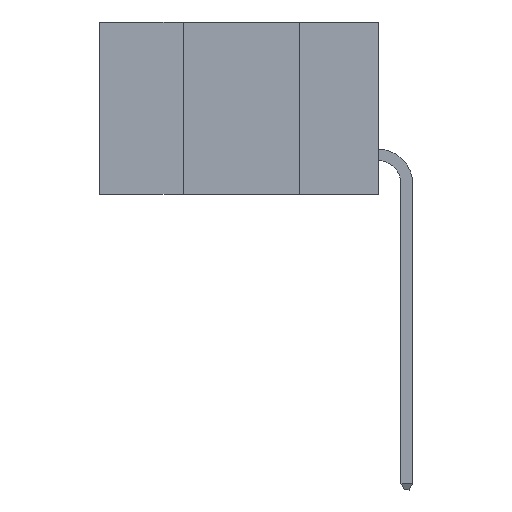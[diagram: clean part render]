
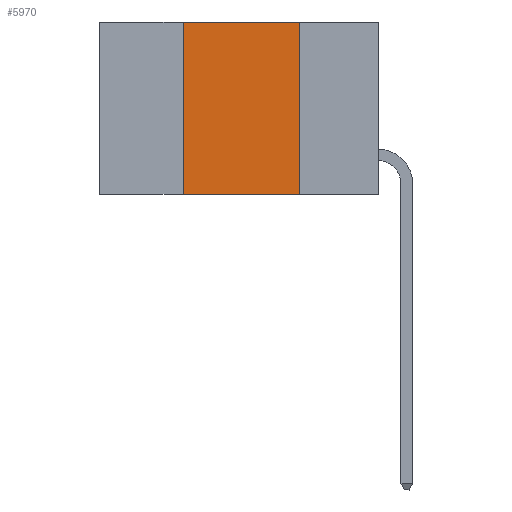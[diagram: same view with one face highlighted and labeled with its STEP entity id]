
A CAD part, left-side view. The second image highlights one B-rep face of the part: STEP entity #5970.
In plain terms, the highlighted planar face has unit normal (-1, 0, 0).
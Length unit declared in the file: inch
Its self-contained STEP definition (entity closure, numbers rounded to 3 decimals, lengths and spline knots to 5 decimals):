
#17 = DIRECTION ( 'NONE',  ( 0., 0., -1. ) ) ;
#361 = LINE ( 'NONE', #6541, #5430 ) ;
#436 = EDGE_CURVE ( 'NONE', #6983, #3447, #2649, .T. ) ;
#494 = DIRECTION ( 'NONE',  ( 0., 0., 1. ) ) ;
#706 = DIRECTION ( 'NONE',  ( 0., 0., -1. ) ) ;
#875 = VECTOR ( 'NONE', #494, 39.37008 ) ;
#1157 = EDGE_CURVE ( 'NONE', #6553, #8596, #2189, .T. ) ;
#1306 = VECTOR ( 'NONE', #17, 39.37008 ) ;
#1412 = PLANE ( 'NONE',  #4963 ) ;
#1497 = ORIENTED_EDGE ( 'NONE', *, *, #1157, .F. ) ;
#1670 = LINE ( 'NONE', #1917, #2689 ) ;
#1881 = ORIENTED_EDGE ( 'NONE', *, *, #6799, .T. ) ;
#1917 = CARTESIAN_POINT ( 'NONE',  ( 0., 0.6, -0.37 ) ) ;
#2189 = LINE ( 'NONE', #2837, #1306 ) ;
#2431 = ORIENTED_EDGE ( 'NONE', *, *, #436, .F. ) ;
#2649 = LINE ( 'NONE', #7809, #875 ) ;
#2689 = VECTOR ( 'NONE', #9138, 39.37008 ) ;
#2837 = CARTESIAN_POINT ( 'NONE',  ( 0., 0.17, 0. ) ) ;
#3447 = VERTEX_POINT ( 'NONE', #7166 ) ;
#3634 = CARTESIAN_POINT ( 'NONE',  ( 0., 0.42, -0.37 ) ) ;
#4963 = AXIS2_PLACEMENT_3D ( 'NONE', #8620, #6500, #706 ) ;
#5196 = FACE_OUTER_BOUND ( 'NONE', #8803, .T. ) ;
#5233 = CARTESIAN_POINT ( 'NONE',  ( 0., 0.17, 0. ) ) ;
#5430 = VECTOR ( 'NONE', #7048, 39.37008 ) ;
#5827 = EDGE_CURVE ( 'NONE', #3447, #6553, #361, .T. ) ;
#5970 = ADVANCED_FACE ( 'NONE', ( #5196 ), #1412, .F. ) ;
#6128 = ORIENTED_EDGE ( 'NONE', *, *, #5827, .F. ) ;
#6500 = DIRECTION ( 'NONE',  ( 1., 0., 0. ) ) ;
#6541 = CARTESIAN_POINT ( 'NONE',  ( 0., 0.6, 0. ) ) ;
#6553 = VERTEX_POINT ( 'NONE', #5233 ) ;
#6799 = EDGE_CURVE ( 'NONE', #6983, #8596, #1670, .T. ) ;
#6983 = VERTEX_POINT ( 'NONE', #3634 ) ;
#7048 = DIRECTION ( 'NONE',  ( 0., -1., 0. ) ) ;
#7166 = CARTESIAN_POINT ( 'NONE',  ( 0., 0.42, 0. ) ) ;
#7809 = CARTESIAN_POINT ( 'NONE',  ( 0., 0.42, 0. ) ) ;
#7996 = CARTESIAN_POINT ( 'NONE',  ( 0., 0.17, -0.37 ) ) ;
#8596 = VERTEX_POINT ( 'NONE', #7996 ) ;
#8620 = CARTESIAN_POINT ( 'NONE',  ( 0., 0.6, 0. ) ) ;
#8803 = EDGE_LOOP ( 'NONE', ( #1497, #6128, #2431, #1881 ) ) ;
#9138 = DIRECTION ( 'NONE',  ( 0., -1., 0. ) ) ;
